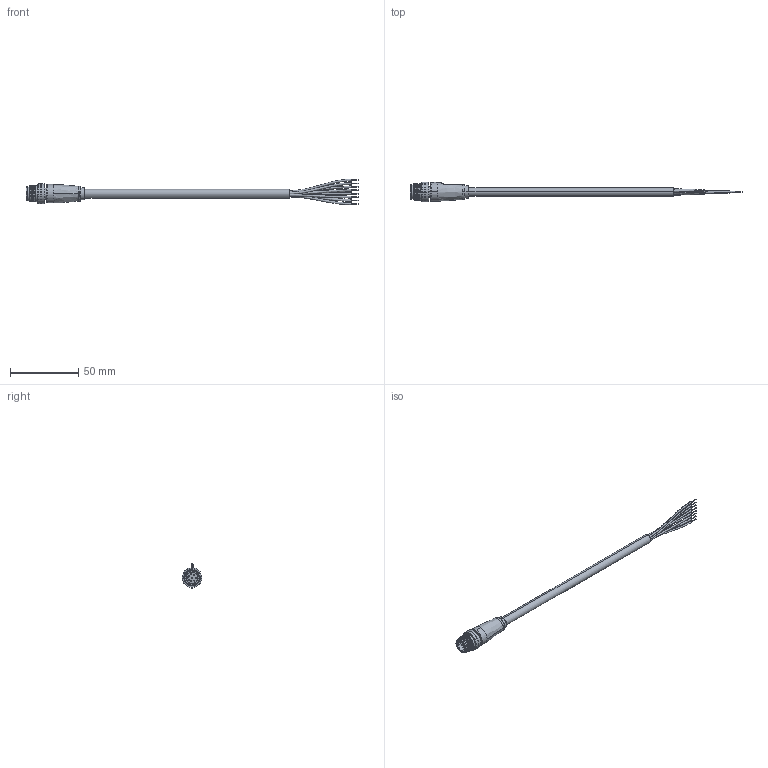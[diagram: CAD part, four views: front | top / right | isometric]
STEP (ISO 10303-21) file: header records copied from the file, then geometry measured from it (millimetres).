
FILE_DESCRIPTION (( 'STEP AP203' ), '1' );
FILE_NAME ('10-04505__revA.STEP', '2022-01-14T19:45:43', ( '' ), ( '' ), 'SwSTEP 2.0', 'SolidWorks 2021', '' );
FILE_SCHEMA (( 'CONFIG_CONTROL_DESIGN' ));
Length unit declared in the file: millimetre
Products named in the file (7): 50-00962-03___; 50-00962_STEP; 50-00962-01___; 30-01691_50mm; 10-04505__revA; 50-00962-02_STEP; 24-00349_Wire O6.8 mm
Assembly tree (13 placements, depth 3):
  10-04505__revA
    30-01691_50mm
    24-00349_Wire O6.8 mm
    50-00962_STEP
      50-00962-01___
      50-00962-02_STEP
      50-00962-03___  x8
Bounding box: 243.2 x 14.45 x 18.9 mm (x, y, z)
Volume: 10034.7 mm3; surface area: 53033.9 mm2
Topology: 670 solids, 670 shells, 3806 faces, 7091 edges, 4665 vertices
Faces by surface type: cylinder 2151, plane 1448, cone 65, bspline 63, torus 63, sphere 16
Entity records: 95190 total; most frequent: CARTESIAN_POINT 19172, DIRECTION 17635, ORIENTED_EDGE 13122, AXIS2_PLACEMENT_3D 7710, EDGE_CURVE 6561, VERTEX_POINT 4357, EDGE_LOOP 4270, CIRCLE 4195
